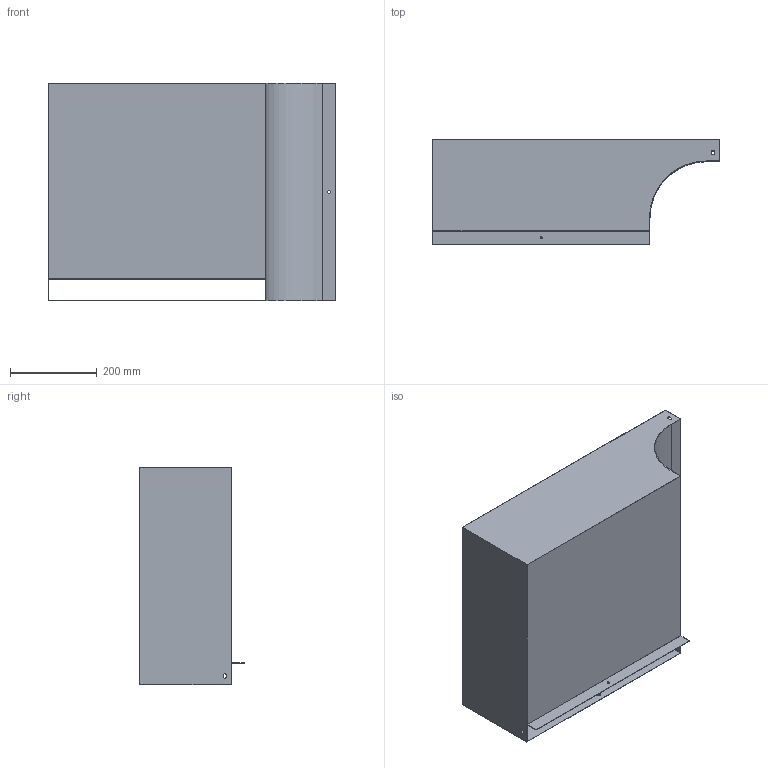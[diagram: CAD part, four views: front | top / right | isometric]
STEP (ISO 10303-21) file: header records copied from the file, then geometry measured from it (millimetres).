
FILE_DESCRIPTION (( 'STEP AP203' ), '1' );
FILE_NAME ('Óãîë âåðòèêàëüíûé âíåøíèéCDSD_37507.STEP', '2012-11-09T08:56:58', ( 'Àñååâ' ), ( '' ), 'SwSTEP 2.0', 'SolidWorks 2012', '' );
FILE_SCHEMA (( 'CONFIG_CONTROL_DESIGN' ));
Length unit declared in the file: millimetre
Products named in the file (1): 鱼铍 忮痱桕嚯 忭屮龛镃DSD_37507
Bounding box: 660 x 240 x 500 mm (x, y, z)
Volume: 709446.4 mm3; surface area: 1422642 mm2
Topology: 1 solids, 1 shells, 39 faces, 115 edges, 76 vertices
Faces by surface type: plane 26, cylinder 13
Full cylindrical faces by diameter (mm): 5 x1, 7 x2
Entity records: 1393 total; most frequent: CARTESIAN_POINT 228, ORIENTED_EDGE 224, DIRECTION 218, EDGE_CURVE 112, VECTOR 86, LINE 86, VERTEX_POINT 76, AXIS2_PLACEMENT_3D 66
